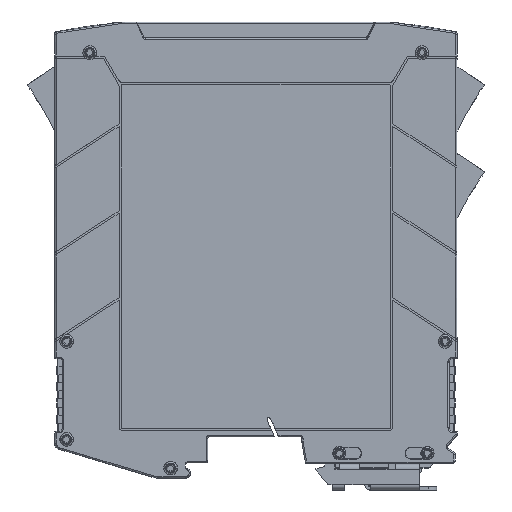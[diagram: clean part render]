
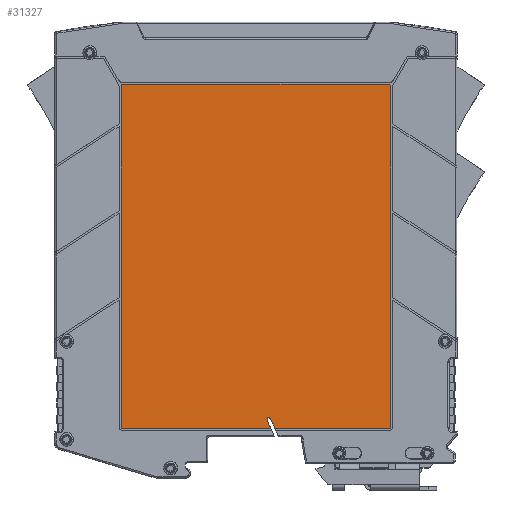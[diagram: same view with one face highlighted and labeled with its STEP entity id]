
A CAD part, left-side view. The second image highlights one B-rep face of the part: STEP entity #31327.
In plain terms, the highlighted planar face has unit normal (-1, 0, 0).
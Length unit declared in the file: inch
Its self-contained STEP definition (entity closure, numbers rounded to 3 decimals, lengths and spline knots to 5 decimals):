
#138 = VERTEX_POINT ( 'NONE', #139646 ) ;
#208 = CARTESIAN_POINT ( 'NONE',  ( -0.49449, 0., -3.8981 ) ) ;
#975 = DIRECTION ( 'NONE',  ( -1., 0., 0. ) ) ;
#1298 = DIRECTION ( 'NONE',  ( 1., 0., 0. ) ) ;
#1859 = ORIENTED_EDGE ( 'NONE', *, *, #128014, .F. ) ;
#4220 = ORIENTED_EDGE ( 'NONE', *, *, #26002, .F. ) ;
#4762 = VERTEX_POINT ( 'NONE', #114178 ) ;
#7138 = CIRCLE ( 'NONE', #85897, 0.92126 ) ;
#9250 = EDGE_CURVE ( 'NONE', #4762, #29635, #143228, .T. ) ;
#9272 = CARTESIAN_POINT ( 'NONE',  ( -0.49449, -1.3189, -3.98425 ) ) ;
#9327 = VERTEX_POINT ( 'NONE', #15420 ) ;
#10447 = EDGE_CURVE ( 'NONE', #126679, #81040, #21089, .T. ) ;
#10721 = DIRECTION ( 'NONE',  ( -1., 0., 0. ) ) ;
#10993 = VECTOR ( 'NONE', #91360, 39.37008 ) ;
#11436 = AXIS2_PLACEMENT_3D ( 'NONE', #120941, #10721, #110052 ) ;
#11755 = EDGE_CURVE ( 'NONE', #70683, #55389, #101813, .T. ) ;
#13677 = VECTOR ( 'NONE', #104225, 39.37008 ) ;
#13889 = CARTESIAN_POINT ( 'NONE',  ( -0.49449, -0.14672, -4.00394 ) ) ;
#15083 = VERTEX_POINT ( 'NONE', #135284 ) ;
#15420 = CARTESIAN_POINT ( 'NONE',  ( -0.49449, -1.29921, -4.00394 ) ) ;
#16307 = DIRECTION ( 'NONE',  ( 0., 0., -1. ) ) ;
#18164 = LINE ( 'NONE', #62353, #67606 ) ;
#20353 = EDGE_CURVE ( 'NONE', #36291, #56165, #7138, .T. ) ;
#20376 = DIRECTION ( 'NONE',  ( 0., 0., -1. ) ) ;
#21089 = CIRCLE ( 'NONE', #67430, 0.02362 ) ;
#21447 = ORIENTED_EDGE ( 'NONE', *, *, #22786, .F. ) ;
#22786 = EDGE_CURVE ( 'NONE', #55389, #40687, #88666, .T. ) ;
#23762 = CARTESIAN_POINT ( 'NONE',  ( -0.49449, -1.29528, -0.66142 ) ) ;
#25172 = CARTESIAN_POINT ( 'NONE',  ( -0.49449, 0., -3.14961 ) ) ;
#25870 = LINE ( 'NONE', #102760, #95437 ) ;
#26002 = EDGE_CURVE ( 'NONE', #39855, #126679, #95444, .T. ) ;
#26257 = AXIS2_PLACEMENT_3D ( 'NONE', #25172, #92622, #46922 ) ;
#27603 = LINE ( 'NONE', #60930, #95956 ) ;
#29635 = VERTEX_POINT ( 'NONE', #134844 ) ;
#31170 = DIRECTION ( 'NONE',  ( 0., 0., -1. ) ) ;
#31327 = ADVANCED_FACE ( 'NONE', ( #47634 ), #79582, .F. ) ;
#36291 = VERTEX_POINT ( 'NONE', #54718 ) ;
#38227 = DIRECTION ( 'NONE',  ( 1., 0., 0. ) ) ;
#39855 = VERTEX_POINT ( 'NONE', #67746 ) ;
#40687 = VERTEX_POINT ( 'NONE', #50835 ) ;
#41644 = CARTESIAN_POINT ( 'NONE',  ( -0.49449, -1.29528, -0.6378 ) ) ;
#42728 = CARTESIAN_POINT ( 'NONE',  ( -0.49449, 1.3189, -0.66142 ) ) ;
#43727 = DIRECTION ( 'NONE',  ( 0., 0., 1. ) ) ;
#44243 = CIRCLE ( 'NONE', #90562, 0.01969 ) ;
#45826 = CIRCLE ( 'NONE', #110651, 0.01969 ) ;
#46823 = CARTESIAN_POINT ( 'NONE',  ( -0.49449, -0.13847, -3.90203 ) ) ;
#46922 = DIRECTION ( 'NONE',  ( 0., 1., 0. ) ) ;
#47634 = FACE_OUTER_BOUND ( 'NONE', #66792, .T. ) ;
#47872 = EDGE_CURVE ( 'NONE', #138, #39855, #45826, .T. ) ;
#48379 = ORIENTED_EDGE ( 'NONE', *, *, #11755, .F. ) ;
#50835 = CARTESIAN_POINT ( 'NONE',  ( -0.49449, -0.13165, -3.8981 ) ) ;
#51479 = DIRECTION ( 'NONE',  ( 0., 0., -1. ) ) ;
#53830 = DIRECTION ( 'NONE',  ( 0., 0., -1. ) ) ;
#54718 = CARTESIAN_POINT ( 'NONE',  ( -0.49449, -0.11331, -3.93747 ) ) ;
#55389 = VERTEX_POINT ( 'NONE', #46823 ) ;
#55682 = ORIENTED_EDGE ( 'NONE', *, *, #56621, .T. ) ;
#56165 = VERTEX_POINT ( 'NONE', #13889 ) ;
#56621 = EDGE_CURVE ( 'NONE', #36291, #29635, #25870, .T. ) ;
#59997 = VECTOR ( 'NONE', #138106, 39.37008 ) ;
#60930 = CARTESIAN_POINT ( 'NONE',  ( -0.49449, 1.3189, -4.00394 ) ) ;
#60961 = VERTEX_POINT ( 'NONE', #9272 ) ;
#62353 = CARTESIAN_POINT ( 'NONE',  ( -0.49449, -1.3189, -4.00394 ) ) ;
#63430 = ORIENTED_EDGE ( 'NONE', *, *, #67041, .F. ) ;
#65421 = AXIS2_PLACEMENT_3D ( 'NONE', #70784, #70080, #136095 ) ;
#65475 = CARTESIAN_POINT ( 'NONE',  ( -0.49449, -0.12118, -3.90598 ) ) ;
#66792 = EDGE_LOOP ( 'NONE', ( #48379, #69447, #77946, #118814, #98679, #1859, #94495, #4220, #89749, #63430, #141373, #55682, #103350, #115022, #21447 ) ) ;
#67041 = EDGE_CURVE ( 'NONE', #56165, #138, #27603, .T. ) ;
#67430 = AXIS2_PLACEMENT_3D ( 'NONE', #74449, #38227, #95559 ) ;
#67606 = VECTOR ( 'NONE', #51479, 39.37008 ) ;
#67746 = CARTESIAN_POINT ( 'NONE',  ( -0.49449, 1.3189, -3.98425 ) ) ;
#69225 = LINE ( 'NONE', #71359, #59997 ) ;
#69447 = ORIENTED_EDGE ( 'NONE', *, *, #127664, .F. ) ;
#70080 = DIRECTION ( 'NONE',  ( -1., 0., 0. ) ) ;
#70549 = CIRCLE ( 'NONE', #109924, 0.02362 ) ;
#70683 = VERTEX_POINT ( 'NONE', #78238 ) ;
#70784 = CARTESIAN_POINT ( 'NONE',  ( -0.49449, -0.13165, -3.90598 ) ) ;
#71359 = CARTESIAN_POINT ( 'NONE',  ( -0.49449, -1.34207, -0.6378 ) ) ;
#74330 = EDGE_CURVE ( 'NONE', #4762, #40687, #113820, .T. ) ;
#74449 = CARTESIAN_POINT ( 'NONE',  ( -0.49449, 1.29528, -0.66142 ) ) ;
#75470 = CARTESIAN_POINT ( 'NONE',  ( -0.49449, 1.29921, -3.98425 ) ) ;
#77946 = ORIENTED_EDGE ( 'NONE', *, *, #98567, .F. ) ;
#78238 = CARTESIAN_POINT ( 'NONE',  ( -0.49449, -0.18976, -4.00394 ) ) ;
#79582 = PLANE ( 'NONE',  #26257 ) ;
#81040 = VERTEX_POINT ( 'NONE', #141309 ) ;
#84529 = CARTESIAN_POINT ( 'NONE',  ( -0.49449, 1.3189, -0.6378 ) ) ;
#85897 = AXIS2_PLACEMENT_3D ( 'NONE', #111607, #131214, #31170 ) ;
#88666 = CIRCLE ( 'NONE', #65421, 0.00787 ) ;
#89749 = ORIENTED_EDGE ( 'NONE', *, *, #47872, .F. ) ;
#90562 = AXIS2_PLACEMENT_3D ( 'NONE', #129315, #108263, #53830 ) ;
#91360 = DIRECTION ( 'NONE',  ( 0., -1., 0. ) ) ;
#91910 = LINE ( 'NONE', #136126, #13677 ) ;
#92622 = DIRECTION ( 'NONE',  ( 1., 0., 0. ) ) ;
#94495 = ORIENTED_EDGE ( 'NONE', *, *, #10447, .F. ) ;
#95437 = VECTOR ( 'NONE', #115048, 39.37008 ) ;
#95444 = LINE ( 'NONE', #84529, #102735 ) ;
#95559 = DIRECTION ( 'NONE',  ( 0., 0., 1. ) ) ;
#95956 = VECTOR ( 'NONE', #126932, 39.37008 ) ;
#98567 = EDGE_CURVE ( 'NONE', #60961, #9327, #44243, .T. ) ;
#98679 = ORIENTED_EDGE ( 'NONE', *, *, #109447, .F. ) ;
#101813 = CIRCLE ( 'NONE', #11436, 0.96063 ) ;
#102735 = VECTOR ( 'NONE', #131579, 39.37008 ) ;
#102760 = CARTESIAN_POINT ( 'NONE',  ( -0.49449, -0.11331, -3.14961 ) ) ;
#103350 = ORIENTED_EDGE ( 'NONE', *, *, #9250, .F. ) ;
#104225 = DIRECTION ( 'NONE',  ( 0., 1., 0. ) ) ;
#108263 = DIRECTION ( 'NONE',  ( 1., 0., 0. ) ) ;
#109447 = EDGE_CURVE ( 'NONE', #129624, #15083, #70549, .T. ) ;
#109924 = AXIS2_PLACEMENT_3D ( 'NONE', #23762, #1298, #16307 ) ;
#110052 = DIRECTION ( 'NONE',  ( 0., 0., -1. ) ) ;
#110651 = AXIS2_PLACEMENT_3D ( 'NONE', #75470, #140780, #20376 ) ;
#111607 = CARTESIAN_POINT ( 'NONE',  ( -0.49449, 0.69245, -4.3841 ) ) ;
#113820 = LINE ( 'NONE', #208, #10993 ) ;
#114178 = CARTESIAN_POINT ( 'NONE',  ( -0.49449, -0.12118, -3.8981 ) ) ;
#115022 = ORIENTED_EDGE ( 'NONE', *, *, #74330, .T. ) ;
#115048 = DIRECTION ( 'NONE',  ( 0., 0., 1. ) ) ;
#116470 = EDGE_CURVE ( 'NONE', #15083, #60961, #18164, .T. ) ;
#118814 = ORIENTED_EDGE ( 'NONE', *, *, #116470, .F. ) ;
#120941 = CARTESIAN_POINT ( 'NONE',  ( -0.49449, 0.69245, -4.3841 ) ) ;
#126679 = VERTEX_POINT ( 'NONE', #42728 ) ;
#126932 = DIRECTION ( 'NONE',  ( 0., 1., 0. ) ) ;
#127664 = EDGE_CURVE ( 'NONE', #9327, #70683, #91910, .T. ) ;
#128014 = EDGE_CURVE ( 'NONE', #81040, #129624, #69225, .T. ) ;
#129315 = CARTESIAN_POINT ( 'NONE',  ( -0.49449, -1.29921, -3.98425 ) ) ;
#129624 = VERTEX_POINT ( 'NONE', #41644 ) ;
#131214 = DIRECTION ( 'NONE',  ( 1., 0., 0. ) ) ;
#131579 = DIRECTION ( 'NONE',  ( 0., 0., 1. ) ) ;
#134844 = CARTESIAN_POINT ( 'NONE',  ( -0.49449, -0.11331, -3.90598 ) ) ;
#135284 = CARTESIAN_POINT ( 'NONE',  ( -0.49449, -1.3189, -0.66142 ) ) ;
#136095 = DIRECTION ( 'NONE',  ( 0., 0., 1. ) ) ;
#136126 = CARTESIAN_POINT ( 'NONE',  ( -0.49449, 1.3189, -4.00394 ) ) ;
#138106 = DIRECTION ( 'NONE',  ( 0., -1., 0. ) ) ;
#139646 = CARTESIAN_POINT ( 'NONE',  ( -0.49449, 1.29921, -4.00394 ) ) ;
#140780 = DIRECTION ( 'NONE',  ( 1., 0., 0. ) ) ;
#140981 = AXIS2_PLACEMENT_3D ( 'NONE', #65475, #975, #43727 ) ;
#141309 = CARTESIAN_POINT ( 'NONE',  ( -0.49449, 1.29528, -0.6378 ) ) ;
#141373 = ORIENTED_EDGE ( 'NONE', *, *, #20353, .F. ) ;
#143228 = CIRCLE ( 'NONE', #140981, 0.00787 ) ;
